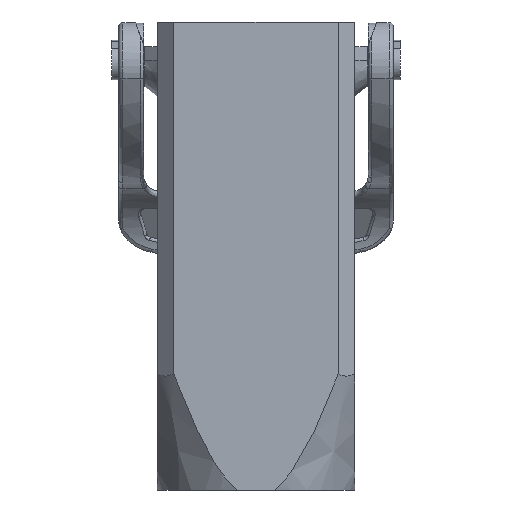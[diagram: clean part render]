
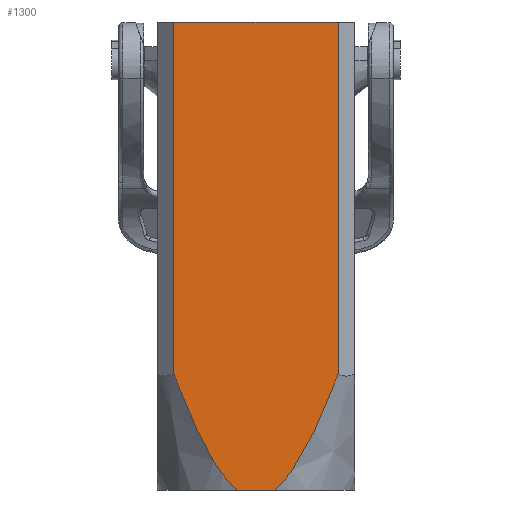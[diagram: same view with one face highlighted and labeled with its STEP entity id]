
A CAD part, front view. The second image highlights one B-rep face of the part: STEP entity #1300.
In plain terms, the highlighted planar face has unit normal (0, -1, 0).
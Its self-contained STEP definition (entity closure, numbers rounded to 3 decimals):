
#381=FACE_OUTER_BOUND('',#2965,.T.);
#1112=PLANE('',#11105);
#1300=ADVANCED_FACE('',(#381),#1112,.F.);
#2030=B_SPLINE_CURVE_WITH_KNOTS('',3,(#14204,#14205,#14206,#14207,#14208,
#14209,#14210,#14211),.UNSPECIFIED.,.F.,.F.,(4,2,2,4),(0.,0.25,0.5,1.),
 .UNSPECIFIED.);
#2034=B_SPLINE_CURVE_WITH_KNOTS('',3,(#14244,#14245,#14246,#14247,#14248,
#14249,#14250,#14251),.UNSPECIFIED.,.F.,.F.,(4,2,2,4),(0.,0.5,
0.75,1.),.UNSPECIFIED.);
#2965=EDGE_LOOP('',(#4593,#4594,#4595,#4596,#4597,#4598));
#3654=LINE('',#14032,#4079);
#3678=LINE('',#14253,#4103);
#3679=LINE('',#14255,#4104);
#3680=LINE('',#14257,#4105);
#4079=VECTOR('',#11913,1.);
#4103=VECTOR('',#11979,1.);
#4104=VECTOR('',#11980,1.);
#4105=VECTOR('',#11981,1.);
#4593=ORIENTED_EDGE('',*,*,#9073,.F.);
#4594=ORIENTED_EDGE('',*,*,#9074,.T.);
#4595=ORIENTED_EDGE('',*,*,#9075,.F.);
#4596=ORIENTED_EDGE('',*,*,#9076,.T.);
#4597=ORIENTED_EDGE('',*,*,#9069,.F.);
#4598=ORIENTED_EDGE('',*,*,#9021,.F.);
#7920=VERTEX_POINT('',#14033);
#7921=VERTEX_POINT('',#14034);
#7965=VERTEX_POINT('',#14212);
#7967=VERTEX_POINT('',#14243);
#7968=VERTEX_POINT('',#14254);
#7969=VERTEX_POINT('',#14256);
#9021=EDGE_CURVE('',#7920,#7921,#3654,.T.);
#9069=EDGE_CURVE('',#7921,#7965,#2030,.T.);
#9073=EDGE_CURVE('',#7967,#7920,#2034,.T.);
#9074=EDGE_CURVE('',#7967,#7968,#3678,.T.);
#9075=EDGE_CURVE('',#7969,#7968,#3679,.T.);
#9076=EDGE_CURVE('',#7969,#7965,#3680,.T.);
#11105=AXIS2_PLACEMENT_3D('',#14258,#11982,#11983);
#11913=DIRECTION('',(-1.,0.,0.));
#11979=DIRECTION('',(0.,0.,1.));
#11980=DIRECTION('',(1.,0.,0.));
#11981=DIRECTION('',(0.,0.,-1.));
#11982=DIRECTION('',(0.,1.,0.));
#11983=DIRECTION('',(1.,0.,0.));
#14032=CARTESIAN_POINT('',(39.76,-12.,-59.898));
#14033=CARTESIAN_POINT('',(41.96,-12.,-59.898));
#14034=CARTESIAN_POINT('',(37.56,-12.,-59.898));
#14204=CARTESIAN_POINT('',(37.56,-12.,-59.898));
#14205=CARTESIAN_POINT('',(36.444,-12.,-59.069));
#14206=CARTESIAN_POINT('',(35.65,-12.,-57.978));
#14207=CARTESIAN_POINT('',(34.177,-12.,-55.705));
#14208=CARTESIAN_POINT('',(33.532,-12.,-54.501));
#14209=CARTESIAN_POINT('',(31.741,-12.,-50.855));
#14210=CARTESIAN_POINT('',(30.722,-12.,-48.344));
#14211=CARTESIAN_POINT('',(29.76,-12.,-45.808));
#14212=CARTESIAN_POINT('',(29.76,-12.,-45.808));
#14243=CARTESIAN_POINT('',(49.76,-12.,-45.808));
#14244=CARTESIAN_POINT('',(49.76,-12.,-45.808));
#14245=CARTESIAN_POINT('',(48.799,-12.,-48.342));
#14246=CARTESIAN_POINT('',(47.78,-12.,-50.851));
#14247=CARTESIAN_POINT('',(45.99,-12.,-54.498));
#14248=CARTESIAN_POINT('',(45.347,-12.,-55.698));
#14249=CARTESIAN_POINT('',(43.878,-12.,-57.967));
#14250=CARTESIAN_POINT('',(43.059,-12.,-59.081));
#14251=CARTESIAN_POINT('',(41.96,-12.,-59.898));
#14253=CARTESIAN_POINT('',(49.76,-12.,-3.1));
#14254=CARTESIAN_POINT('',(49.76,-12.,-3.1));
#14255=CARTESIAN_POINT('',(27.76,-12.,-3.1));
#14256=CARTESIAN_POINT('',(29.76,-12.,-3.1));
#14257=CARTESIAN_POINT('',(29.76,-12.,-46.098));
#14258=CARTESIAN_POINT('',(96.019,-12.,-112.599));
